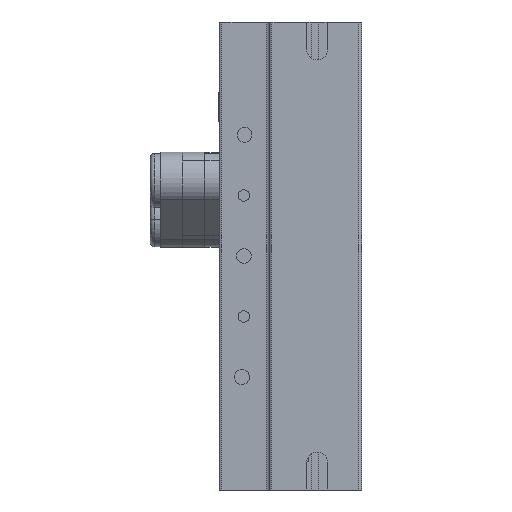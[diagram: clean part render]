
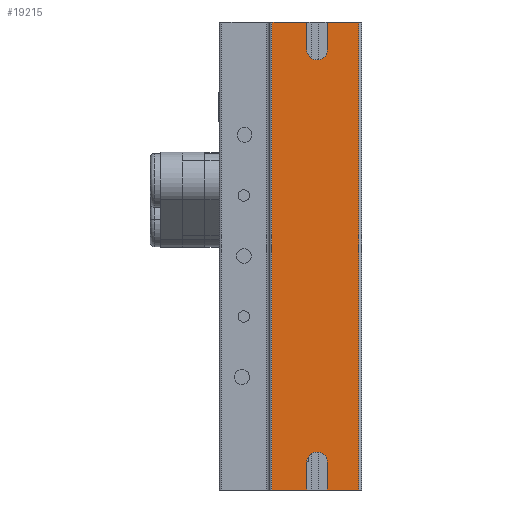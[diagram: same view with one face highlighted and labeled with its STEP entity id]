
A CAD part, left-side view. The second image highlights one B-rep face of the part: STEP entity #19215.
In plain terms, the highlighted planar face has unit normal (-1, 0, 0).
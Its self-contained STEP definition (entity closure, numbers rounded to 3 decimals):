
#1149 = ORIENTED_EDGE ( 'NONE', *, *, #17253, .T. ) ;
#2919 = EDGE_CURVE ( 'NONE', #15987, #51254, #5801, .T. ) ;
#3645 = CARTESIAN_POINT ( 'NONE',  ( 0., 0.635, 0. ) ) ;
#4671 = EDGE_CURVE ( 'NONE', #51254, #28234, #54470, .T. ) ;
#5606 = VECTOR ( 'NONE', #25335, 1000. ) ;
#5801 = LINE ( 'NONE', #26147, #5606 ) ;
#6625 = VECTOR ( 'NONE', #47799, 1000. ) ;
#7360 = AXIS2_PLACEMENT_3D ( 'NONE', #22511, #19947, #19808 ) ;
#8044 = ORIENTED_EDGE ( 'NONE', *, *, #61575, .F. ) ;
#8124 = DIRECTION ( 'NONE',  ( 0., 0., 1. ) ) ;
#8589 = CARTESIAN_POINT ( 'NONE',  ( 0., 12.675, 0. ) ) ;
#8932 = CARTESIAN_POINT ( 'NONE',  ( 0., 20.701, -107.95 ) ) ;
#9931 = VECTOR ( 'NONE', #8124, 1000. ) ;
#10108 = LINE ( 'NONE', #12281, #9931 ) ;
#10909 = AXIS2_PLACEMENT_3D ( 'NONE', #58593, #58577, #58519 ) ;
#11963 = EDGE_CURVE ( 'NONE', #28234, #30042, #22143, .T. ) ;
#12281 = CARTESIAN_POINT ( 'NONE',  ( 0., 0.635, 0. ) ) ;
#12426 = EDGE_CURVE ( 'NONE', #15184, #42361, #10108, .T. ) ;
#14308 = EDGE_CURVE ( 'NONE', #32444, #53603, #30848, .T. ) ;
#14518 = EDGE_CURVE ( 'NONE', #30042, #15184, #26951, .T. ) ;
#14609 = CARTESIAN_POINT ( 'NONE',  ( 0., 12.675, -6.35 ) ) ;
#14734 = CARTESIAN_POINT ( 'NONE',  ( 0., 7.899, -107.95 ) ) ;
#15184 = VERTEX_POINT ( 'NONE', #50427 ) ;
#15672 = EDGE_CURVE ( 'NONE', #32444, #42361, #56498, .T. ) ;
#15987 = VERTEX_POINT ( 'NONE', #23165 ) ;
#16051 = LINE ( 'NONE', #47103, #53931 ) ;
#17047 = LINE ( 'NONE', #28513, #21794 ) ;
#17253 = EDGE_CURVE ( 'NONE', #53603, #20016, #61631, .T. ) ;
#18696 = ORIENTED_EDGE ( 'NONE', *, *, #4671, .T. ) ;
#19215 = ADVANCED_FACE ( 'NONE', ( #47475 ), #28425, .T. ) ;
#19808 = DIRECTION ( 'NONE',  ( 0., 0., 1. ) ) ;
#19816 = EDGE_CURVE ( 'NONE', #20016, #60564, #17047, .T. ) ;
#19918 = LINE ( 'NONE', #62169, #6625 ) ;
#19947 = DIRECTION ( 'NONE',  ( -1., 0., 0. ) ) ;
#20016 = VERTEX_POINT ( 'NONE', #14609 ) ;
#21794 = VECTOR ( 'NONE', #30043, 1000. ) ;
#21846 = VECTOR ( 'NONE', #41204, 1000. ) ;
#22143 = LINE ( 'NONE', #39098, #21846 ) ;
#22290 = EDGE_LOOP ( 'NONE', ( #53934, #53534, #35891, #58566, #1149, #42382, #8044, #61096, #47034, #63437, #18696, #46259 ) ) ;
#22511 = CARTESIAN_POINT ( 'NONE',  ( 0., 32.893, 0. ) ) ;
#23165 = CARTESIAN_POINT ( 'NONE',  ( 0., 12.675, -107.95 ) ) ;
#25335 = DIRECTION ( 'NONE',  ( 0., 0., 1. ) ) ;
#26147 = CARTESIAN_POINT ( 'NONE',  ( 0., 12.675, -107.95 ) ) ;
#26657 = VECTOR ( 'NONE', #34468, 1000. ) ;
#26951 = LINE ( 'NONE', #32009, #26657 ) ;
#28234 = VERTEX_POINT ( 'NONE', #42802 ) ;
#28425 = PLANE ( 'NONE',  #7360 ) ;
#28513 = CARTESIAN_POINT ( 'NONE',  ( 0., 12.675, -6.35 ) ) ;
#30042 = VERTEX_POINT ( 'NONE', #14734 ) ;
#30043 = DIRECTION ( 'NONE',  ( 0., 0., 1. ) ) ;
#30775 = VECTOR ( 'NONE', #53282, 1000. ) ;
#30848 = LINE ( 'NONE', #54943, #30775 ) ;
#31265 = EDGE_CURVE ( 'NONE', #48154, #61751, #47319, .T. ) ;
#32009 = CARTESIAN_POINT ( 'NONE',  ( 0., 32.893, -107.95 ) ) ;
#32444 = VERTEX_POINT ( 'NONE', #41330 ) ;
#33404 = DIRECTION ( 'NONE',  ( 0., -1., 0. ) ) ;
#34296 = VECTOR ( 'NONE', #45424, 1000. ) ;
#34327 = CARTESIAN_POINT ( 'NONE',  ( 0., 32.893, 0. ) ) ;
#34468 = DIRECTION ( 'NONE',  ( 0., -1., 0. ) ) ;
#35891 = ORIENTED_EDGE ( 'NONE', *, *, #15672, .F. ) ;
#39098 = CARTESIAN_POINT ( 'NONE',  ( 0., 7.899, -101.6 ) ) ;
#41204 = DIRECTION ( 'NONE',  ( 0., 0., -1. ) ) ;
#41330 = CARTESIAN_POINT ( 'NONE',  ( 0., 7.899, 0. ) ) ;
#42361 = VERTEX_POINT ( 'NONE', #3645 ) ;
#42382 = ORIENTED_EDGE ( 'NONE', *, *, #19816, .T. ) ;
#42774 = CARTESIAN_POINT ( 'NONE',  ( 0., 7.899, -6.35 ) ) ;
#42802 = CARTESIAN_POINT ( 'NONE',  ( 0., 7.899, -101.6 ) ) ;
#45424 = DIRECTION ( 'NONE',  ( 0., 0., -1. ) ) ;
#46259 = ORIENTED_EDGE ( 'NONE', *, *, #11963, .T. ) ;
#47034 = ORIENTED_EDGE ( 'NONE', *, *, #64028, .T. ) ;
#47103 = CARTESIAN_POINT ( 'NONE',  ( 0., 32.893, 0. ) ) ;
#47319 = LINE ( 'NONE', #59616, #34296 ) ;
#47475 = FACE_OUTER_BOUND ( 'NONE', #22290, .T. ) ;
#47639 = AXIS2_PLACEMENT_3D ( 'NONE', #62574, #62373, #62161 ) ;
#47799 = DIRECTION ( 'NONE',  ( 0., -1., 0. ) ) ;
#48154 = VERTEX_POINT ( 'NONE', #51885 ) ;
#50427 = CARTESIAN_POINT ( 'NONE',  ( 0., 0.635, -107.95 ) ) ;
#51254 = VERTEX_POINT ( 'NONE', #58085 ) ;
#51885 = CARTESIAN_POINT ( 'NONE',  ( 0., 20.701, 0. ) ) ;
#53282 = DIRECTION ( 'NONE',  ( 0., 0., -1. ) ) ;
#53534 = ORIENTED_EDGE ( 'NONE', *, *, #12426, .T. ) ;
#53603 = VERTEX_POINT ( 'NONE', #42774 ) ;
#53931 = VECTOR ( 'NONE', #61495, 1000. ) ;
#53934 = ORIENTED_EDGE ( 'NONE', *, *, #14518, .T. ) ;
#54470 = CIRCLE ( 'NONE', #47639, 2.388 ) ;
#54943 = CARTESIAN_POINT ( 'NONE',  ( 0., 7.899, 0. ) ) ;
#56498 = LINE ( 'NONE', #34327, #61170 ) ;
#58085 = CARTESIAN_POINT ( 'NONE',  ( 0., 12.675, -101.6 ) ) ;
#58519 = DIRECTION ( 'NONE',  ( 0., 1., 0. ) ) ;
#58566 = ORIENTED_EDGE ( 'NONE', *, *, #14308, .T. ) ;
#58577 = DIRECTION ( 'NONE',  ( 1., 0., 0. ) ) ;
#58593 = CARTESIAN_POINT ( 'NONE',  ( 0., 10.287, -6.35 ) ) ;
#59616 = CARTESIAN_POINT ( 'NONE',  ( 0., 20.701, -107.95 ) ) ;
#60564 = VERTEX_POINT ( 'NONE', #8589 ) ;
#61096 = ORIENTED_EDGE ( 'NONE', *, *, #31265, .T. ) ;
#61170 = VECTOR ( 'NONE', #33404, 1000. ) ;
#61495 = DIRECTION ( 'NONE',  ( 0., -1., 0. ) ) ;
#61575 = EDGE_CURVE ( 'NONE', #48154, #60564, #16051, .T. ) ;
#61631 = CIRCLE ( 'NONE', #10909, 2.388 ) ;
#61751 = VERTEX_POINT ( 'NONE', #8932 ) ;
#62161 = DIRECTION ( 'NONE',  ( 0., 1., 0. ) ) ;
#62169 = CARTESIAN_POINT ( 'NONE',  ( 0., 32.893, -107.95 ) ) ;
#62373 = DIRECTION ( 'NONE',  ( 1., 0., 0. ) ) ;
#62574 = CARTESIAN_POINT ( 'NONE',  ( 0., 10.287, -101.6 ) ) ;
#63437 = ORIENTED_EDGE ( 'NONE', *, *, #2919, .T. ) ;
#64028 = EDGE_CURVE ( 'NONE', #61751, #15987, #19918, .T. ) ;
